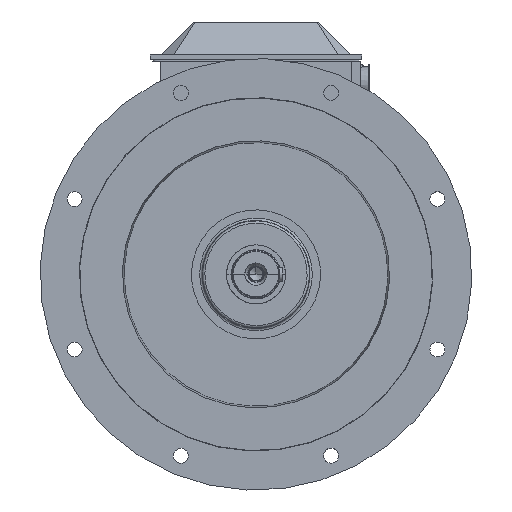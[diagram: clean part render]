
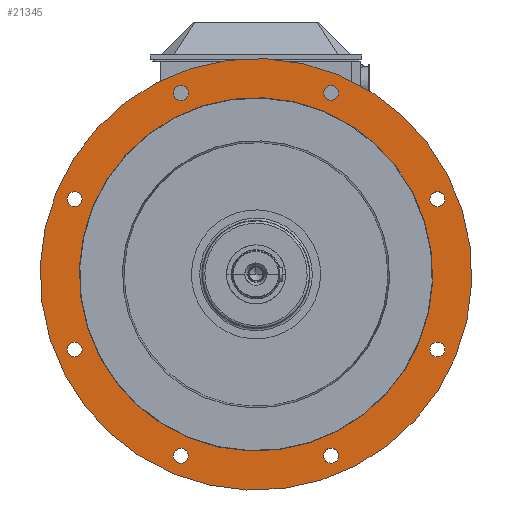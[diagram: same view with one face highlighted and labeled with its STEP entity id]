
A CAD part, top view. The second image highlights one B-rep face of the part: STEP entity #21345.
In plain terms, the highlighted planar face has unit normal (0, 0, 1).
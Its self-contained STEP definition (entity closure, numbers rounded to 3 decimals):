
#667=PLANE('',#45654);
#21345=ADVANCED_FACE('F3030',(#22415,#22416,#22417,#22418,#22419,#22420,
#22421,#22422,#22423,#22424),#667,.T.);
#22415=FACE_BOUND('',#23670,.T.);
#22416=FACE_BOUND('',#23671,.T.);
#22417=FACE_BOUND('',#23672,.T.);
#22418=FACE_BOUND('',#23673,.T.);
#22419=FACE_BOUND('',#23674,.T.);
#22420=FACE_BOUND('',#23675,.T.);
#22421=FACE_BOUND('',#23676,.T.);
#22422=FACE_BOUND('',#23677,.T.);
#22423=FACE_BOUND('',#23678,.T.);
#22424=FACE_BOUND('',#23679,.T.);
#23670=EDGE_LOOP('',(#28666));
#23671=EDGE_LOOP('',(#28667));
#23672=EDGE_LOOP('',(#28668));
#23673=EDGE_LOOP('',(#28669));
#23674=EDGE_LOOP('',(#28670));
#23675=EDGE_LOOP('',(#28671));
#23676=EDGE_LOOP('',(#28672));
#23677=EDGE_LOOP('',(#28673));
#23678=EDGE_LOOP('',(#28674));
#23679=EDGE_LOOP('',(#28675));
#28666=ORIENTED_EDGE('',*,*,#40627,.T.);
#28667=ORIENTED_EDGE('',*,*,#40597,.T.);
#28668=ORIENTED_EDGE('',*,*,#40600,.T.);
#28669=ORIENTED_EDGE('',*,*,#40603,.T.);
#28670=ORIENTED_EDGE('',*,*,#40606,.T.);
#28671=ORIENTED_EDGE('',*,*,#40609,.T.);
#28672=ORIENTED_EDGE('',*,*,#40612,.T.);
#28673=ORIENTED_EDGE('',*,*,#40615,.T.);
#28674=ORIENTED_EDGE('',*,*,#40583,.F.);
#28675=ORIENTED_EDGE('',*,*,#40594,.T.);
#34971=VERTEX_POINT('',#81578);
#34977=VERTEX_POINT('',#81602);
#34979=VERTEX_POINT('',#81608);
#34981=VERTEX_POINT('',#81614);
#34983=VERTEX_POINT('',#81620);
#34985=VERTEX_POINT('',#81626);
#34987=VERTEX_POINT('',#81632);
#34989=VERTEX_POINT('',#81638);
#34991=VERTEX_POINT('',#81644);
#34998=VERTEX_POINT('',#81669);
#40583=EDGE_CURVE('E2020',#34971,#34971,#43121,.T.);
#40594=EDGE_CURVE('E33',#34977,#34977,#43129,.T.);
#40597=EDGE_CURVE('E4949',#34979,#34979,#43131,.T.);
#40600=EDGE_CURVE('E5151',#34981,#34981,#43133,.T.);
#40603=EDGE_CURVE('E5353',#34983,#34983,#43135,.T.);
#40606=EDGE_CURVE('E5555',#34985,#34985,#43137,.T.);
#40609=EDGE_CURVE('E5757',#34987,#34987,#43139,.T.);
#40612=EDGE_CURVE('E5959',#34989,#34989,#43141,.T.);
#40615=EDGE_CURVE('E6161',#34991,#34991,#43143,.T.);
#40627=EDGE_CURVE('E2323',#34998,#34998,#43153,.T.);
#43121=CIRCLE('',#45601,225.);
#43129=CIRCLE('',#45615,9.5);
#43131=CIRCLE('',#45618,9.5);
#43133=CIRCLE('',#45621,9.5);
#43135=CIRCLE('',#45624,9.5);
#43137=CIRCLE('',#45627,9.5);
#43139=CIRCLE('',#45630,9.5);
#43141=CIRCLE('',#45633,9.5);
#43143=CIRCLE('',#45636,9.5);
#43153=CIRCLE('',#45652,274.832);
#45601=AXIS2_PLACEMENT_3D('',#81579,#52148,#52149);
#45615=AXIS2_PLACEMENT_3D('',#81604,#52178,#52179);
#45618=AXIS2_PLACEMENT_3D('',#81610,#52185,#52186);
#45621=AXIS2_PLACEMENT_3D('',#81616,#52192,#52193);
#45624=AXIS2_PLACEMENT_3D('',#81622,#52199,#52200);
#45627=AXIS2_PLACEMENT_3D('',#81628,#52206,#52207);
#45630=AXIS2_PLACEMENT_3D('',#81634,#52213,#52214);
#45633=AXIS2_PLACEMENT_3D('',#81640,#52220,#52221);
#45636=AXIS2_PLACEMENT_3D('',#81646,#52227,#52228);
#45652=AXIS2_PLACEMENT_3D('',#81670,#52261,#52262);
#45654=AXIS2_PLACEMENT_3D('',#81672,#52265,#52266);
#52148=DIRECTION('',(0.,0.,1.));
#52149=DIRECTION('',(1.,0.,0.));
#52178=DIRECTION('',(0.,0.,-1.));
#52179=DIRECTION('',(-1.,0.,0.));
#52185=DIRECTION('',(0.,0.,-1.));
#52186=DIRECTION('',(-1.,0.,0.));
#52192=DIRECTION('',(0.,0.,-1.));
#52193=DIRECTION('',(-1.,0.,0.));
#52199=DIRECTION('',(0.,0.,-1.));
#52200=DIRECTION('',(-1.,0.,0.));
#52206=DIRECTION('',(0.,0.,-1.));
#52207=DIRECTION('',(-1.,0.,0.));
#52213=DIRECTION('',(0.,0.,-1.));
#52214=DIRECTION('',(-1.,0.,0.));
#52220=DIRECTION('',(0.,0.,-1.));
#52221=DIRECTION('',(-1.,0.,0.));
#52227=DIRECTION('',(0.,0.,-1.));
#52228=DIRECTION('',(-1.,0.,0.));
#52261=DIRECTION('',(0.,0.,1.));
#52262=DIRECTION('',(1.,0.,0.));
#52265=DIRECTION('',(0.,0.,1.));
#52266=DIRECTION('',(-1.,0.,0.));
#81578=CARTESIAN_POINT('',(-86.104,-207.873,89.529));
#81579=CARTESIAN_POINT('',(0.,0.,89.529));
#81602=CARTESIAN_POINT('',(-105.171,-230.97,89.529));
#81604=CARTESIAN_POINT('',(-95.671,-230.97,89.529));
#81608=CARTESIAN_POINT('',(-237.687,-88.953,89.529));
#81610=CARTESIAN_POINT('',(-230.97,-95.671,89.529));
#81614=CARTESIAN_POINT('',(-230.97,105.171,89.529));
#81616=CARTESIAN_POINT('',(-230.97,95.671,89.529));
#81620=CARTESIAN_POINT('',(-88.953,237.687,89.529));
#81622=CARTESIAN_POINT('',(-95.671,230.97,89.529));
#81626=CARTESIAN_POINT('',(105.171,230.97,89.529));
#81628=CARTESIAN_POINT('',(95.671,230.97,89.529));
#81632=CARTESIAN_POINT('',(237.687,88.953,89.529));
#81634=CARTESIAN_POINT('',(230.97,95.671,89.529));
#81638=CARTESIAN_POINT('',(230.97,-105.171,89.529));
#81640=CARTESIAN_POINT('',(230.97,-95.671,89.529));
#81644=CARTESIAN_POINT('',(88.953,-237.687,89.529));
#81646=CARTESIAN_POINT('',(95.671,-230.97,89.529));
#81669=CARTESIAN_POINT('',(-105.174,-253.912,89.529));
#81670=CARTESIAN_POINT('',(0.,0.,89.529));
#81672=CARTESIAN_POINT('',(302.316,302.316,89.529));
